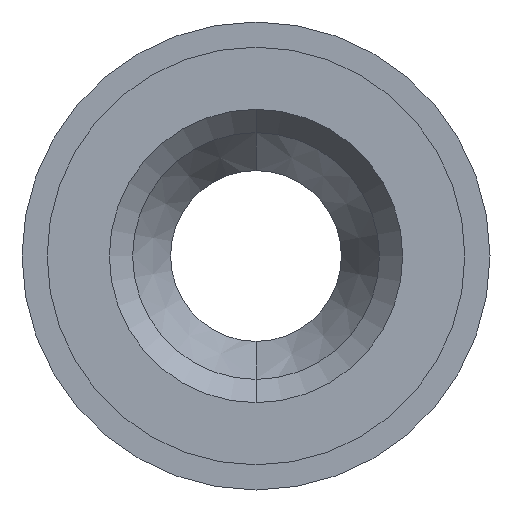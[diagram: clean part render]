
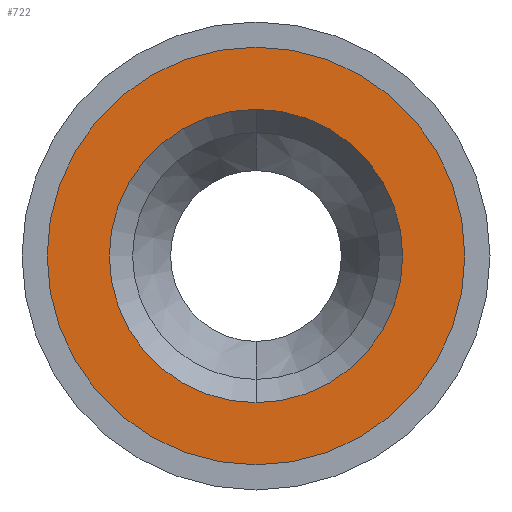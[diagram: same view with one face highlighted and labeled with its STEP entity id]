
A CAD part, front view. The second image highlights one B-rep face of the part: STEP entity #722.
In plain terms, the highlighted planar face has unit normal (0, -1, 0).
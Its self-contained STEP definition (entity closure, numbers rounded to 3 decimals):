
#22 = CARTESIAN_POINT ( 'NONE',  ( 0., 0., 0. ) ) ;
#31 = AXIS2_PLACEMENT_3D ( 'NONE', #22, #774, #783 ) ;
#32 = DIRECTION ( 'NONE',  ( 0., 0., 1. ) ) ;
#75 = PLANE ( 'NONE',  #692 ) ;
#147 = CARTESIAN_POINT ( 'NONE',  ( 0., 0., 0. ) ) ;
#185 = VERTEX_POINT ( 'NONE', #589 ) ;
#193 = DIRECTION ( 'NONE',  ( 0., 1., 0. ) ) ;
#306 = VERTEX_POINT ( 'NONE', #919 ) ;
#354 = EDGE_CURVE ( 'NONE', #729, #599, #1020, .T. ) ;
#405 = CIRCLE ( 'NONE', #1058, 11.005 ) ;
#425 = ORIENTED_EDGE ( 'NONE', *, *, #354, .T. ) ;
#429 = EDGE_CURVE ( 'NONE', #599, #729, #1036, .T. ) ;
#462 = FACE_BOUND ( 'NONE', #627, .T. ) ;
#525 = EDGE_CURVE ( 'NONE', #306, #185, #952, .T. ) ;
#542 = CARTESIAN_POINT ( 'NONE',  ( 0., 0., 0. ) ) ;
#589 = CARTESIAN_POINT ( 'NONE',  ( 0., 0., -11.005 ) ) ;
#599 = VERTEX_POINT ( 'NONE', #803 ) ;
#615 = ORIENTED_EDGE ( 'NONE', *, *, #525, .F. ) ;
#627 = EDGE_LOOP ( 'NONE', ( #425, #945 ) ) ;
#666 = CARTESIAN_POINT ( 'NONE',  ( 0., 0., 7.73 ) ) ;
#687 = AXIS2_PLACEMENT_3D ( 'NONE', #695, #193, #848 ) ;
#692 = AXIS2_PLACEMENT_3D ( 'NONE', #820, #1002, #998 ) ;
#695 = CARTESIAN_POINT ( 'NONE',  ( 0., 0., 0. ) ) ;
#709 = FACE_OUTER_BOUND ( 'NONE', #959, .T. ) ;
#712 = EDGE_CURVE ( 'NONE', #185, #306, #405, .T. ) ;
#722 = ADVANCED_FACE ( 'NONE', ( #462, #709 ), #75, .T. ) ;
#724 = ORIENTED_EDGE ( 'NONE', *, *, #712, .F. ) ;
#729 = VERTEX_POINT ( 'NONE', #666 ) ;
#733 = DIRECTION ( 'NONE',  ( 0., 1., 0. ) ) ;
#774 = DIRECTION ( 'NONE',  ( 0., 1., 0. ) ) ;
#782 = AXIS2_PLACEMENT_3D ( 'NONE', #542, #860, #32 ) ;
#783 = DIRECTION ( 'NONE',  ( 0., 0., 1. ) ) ;
#803 = CARTESIAN_POINT ( 'NONE',  ( 0., 0., -7.73 ) ) ;
#820 = CARTESIAN_POINT ( 'NONE',  ( 0., 0., 0. ) ) ;
#848 = DIRECTION ( 'NONE',  ( 0., 0., 1. ) ) ;
#860 = DIRECTION ( 'NONE',  ( 0., 1., 0. ) ) ;
#919 = CARTESIAN_POINT ( 'NONE',  ( 0., 0., 11.005 ) ) ;
#945 = ORIENTED_EDGE ( 'NONE', *, *, #429, .T. ) ;
#952 = CIRCLE ( 'NONE', #782, 11.005 ) ;
#959 = EDGE_LOOP ( 'NONE', ( #615, #724 ) ) ;
#998 = DIRECTION ( 'NONE',  ( 0., 0., -1. ) ) ;
#1002 = DIRECTION ( 'NONE',  ( 0., -1., 0. ) ) ;
#1020 = CIRCLE ( 'NONE', #687, 7.73 ) ;
#1036 = CIRCLE ( 'NONE', #31, 7.73 ) ;
#1058 = AXIS2_PLACEMENT_3D ( 'NONE', #147, #733, #1075 ) ;
#1075 = DIRECTION ( 'NONE',  ( 0., 0., 1. ) ) ;
